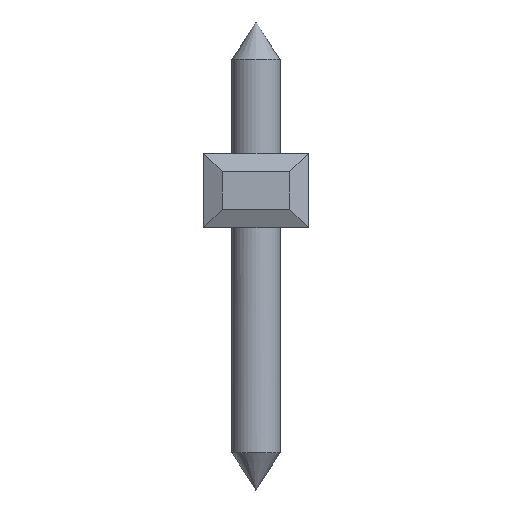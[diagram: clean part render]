
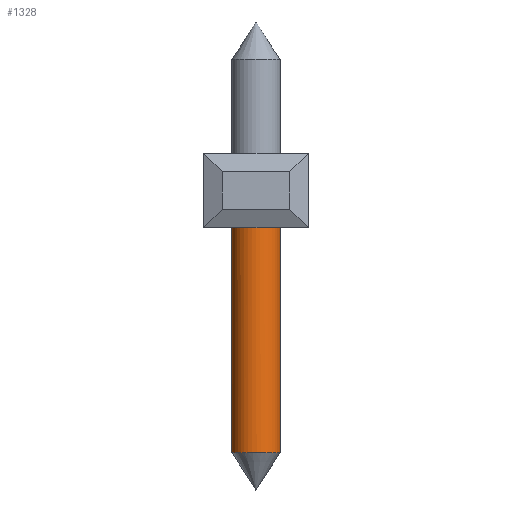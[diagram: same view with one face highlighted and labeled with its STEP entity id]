
A CAD part, left-side view. The second image highlights one B-rep face of the part: STEP entity #1328.
In plain terms, the highlighted cylindrical face has radius 0.65 mm (diameter 1.3 mm), a full revolution.
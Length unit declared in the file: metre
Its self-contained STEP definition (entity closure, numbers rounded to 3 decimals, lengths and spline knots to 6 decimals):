
#1328=ADVANCED_FACE('',(#2769,#2770),#2771,.T.);
#2769=FACE_OUTER_BOUND('',#4342,.T.);
#2770=FACE_OUTER_BOUND('',#4343,.T.);
#2771=CYLINDRICAL_SURFACE('',#4344,0.00065);
#4342=EDGE_LOOP('',(#8257));
#4343=EDGE_LOOP('',(#8258));
#4344=AXIS2_PLACEMENT_3D('',#8259,#8260,#8261);
#8257=ORIENTED_EDGE('',*,*,#10029,.F.);
#8258=ORIENTED_EDGE('',*,*,#10108,.F.);
#8259=CARTESIAN_POINT('',(-0.00435,-0.03326,0.0025));
#8260=DIRECTION('',(0.0,0.,-1.0));
#8261=DIRECTION('',(-1.0,0.0,0.0));
#10029=EDGE_CURVE('',#12174,#12174,#12175,.T.);
#10108=EDGE_CURVE('',#12278,#12278,#12279,.T.);
#12174=VERTEX_POINT('',#15262);
#12175=CIRCLE('',#15263,0.00065);
#12278=VERTEX_POINT('',#15412);
#12279=CIRCLE('',#15413,0.00065);
#15262=CARTESIAN_POINT('',(-0.00435,-0.03391,-0.0018));
#15263=AXIS2_PLACEMENT_3D('',#16593,#16594,#16595);
#15412=CARTESIAN_POINT('',(-0.00396,-0.03274,-0.008));
#15413=AXIS2_PLACEMENT_3D('',#16651,#16652,#16653);
#16593=CARTESIAN_POINT('',(-0.00435,-0.03326,-0.0018));
#16594=DIRECTION('',(0.0,0.,1.0));
#16595=DIRECTION('',(0.0,-1.0,0.));
#16651=CARTESIAN_POINT('',(-0.00435,-0.03326,-0.008));
#16652=DIRECTION('',(0.,0.,-1.0));
#16653=DIRECTION('',(0.6,0.8,0.));
